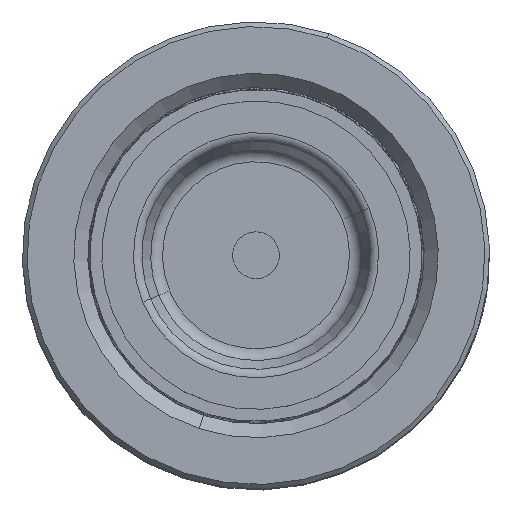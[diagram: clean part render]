
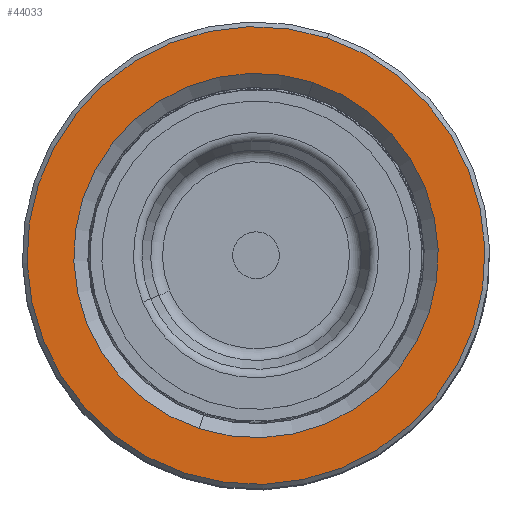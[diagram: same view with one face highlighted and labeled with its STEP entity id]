
A CAD part, top view. The second image highlights one B-rep face of the part: STEP entity #44033.
In plain terms, the highlighted planar face has unit normal (0, 0, 1).
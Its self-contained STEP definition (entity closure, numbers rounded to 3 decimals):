
#168 = AXIS2_PLACEMENT_3D ( 'NONE', #31907, #48619, #48796 ) ;
#243 = CARTESIAN_POINT ( 'NONE',  ( 0., 0., 60. ) ) ;
#1133 = VERTEX_POINT ( 'NONE', #7428 ) ;
#1606 = ORIENTED_EDGE ( 'NONE', *, *, #10387, .T. ) ;
#1740 = CIRCLE ( 'NONE', #168, 24.5 ) ;
#4445 = EDGE_CURVE ( 'NONE', #26902, #1133, #1740, .T. ) ;
#4511 = VERTEX_POINT ( 'NONE', #35761 ) ;
#5869 = FACE_OUTER_BOUND ( 'NONE', #32531, .T. ) ;
#7428 = CARTESIAN_POINT ( 'NONE',  ( -24.5, 0., 60. ) ) ;
#9044 = AXIS2_PLACEMENT_3D ( 'NONE', #51549, #9990, #10167 ) ;
#9990 = DIRECTION ( 'NONE',  ( 0., 0., -1. ) ) ;
#10167 = DIRECTION ( 'NONE',  ( 1., 0., 0. ) ) ;
#10387 = EDGE_CURVE ( 'NONE', #4511, #22699, #23551, .T. ) ;
#10741 = AXIS2_PLACEMENT_3D ( 'NONE', #47282, #35318, #14462 ) ;
#11088 = CARTESIAN_POINT ( 'NONE',  ( 24.5, 0., 60. ) ) ;
#12613 = DIRECTION ( 'NONE',  ( 1., 0., 0. ) ) ;
#12716 = AXIS2_PLACEMENT_3D ( 'NONE', #17672, #21478, #29950 ) ;
#14462 = DIRECTION ( 'NONE',  ( 1., 0., 0. ) ) ;
#14546 = ORIENTED_EDGE ( 'NONE', *, *, #20394, .T. ) ;
#16476 = EDGE_CURVE ( 'NONE', #1133, #26902, #50445, .T. ) ;
#17672 = CARTESIAN_POINT ( 'NONE',  ( 0., 0., 60. ) ) ;
#19189 = ORIENTED_EDGE ( 'NONE', *, *, #4445, .T. ) ;
#20394 = EDGE_CURVE ( 'NONE', #22699, #4511, #46992, .T. ) ;
#21305 = PLANE ( 'NONE',  #33135 ) ;
#21478 = DIRECTION ( 'NONE',  ( 0., 0., -1. ) ) ;
#22699 = VERTEX_POINT ( 'NONE', #46424 ) ;
#23551 = CIRCLE ( 'NONE', #12716, 19.5 ) ;
#25392 = FACE_BOUND ( 'NONE', #31234, .T. ) ;
#26902 = VERTEX_POINT ( 'NONE', #11088 ) ;
#29950 = DIRECTION ( 'NONE',  ( 1., 0., 0. ) ) ;
#31234 = EDGE_LOOP ( 'NONE', ( #14546, #1606 ) ) ;
#31907 = CARTESIAN_POINT ( 'NONE',  ( 0., 0., 60. ) ) ;
#32531 = EDGE_LOOP ( 'NONE', ( #39097, #19189 ) ) ;
#33135 = AXIS2_PLACEMENT_3D ( 'NONE', #243, #50880, #12613 ) ;
#35318 = DIRECTION ( 'NONE',  ( 0., 0., 1. ) ) ;
#35761 = CARTESIAN_POINT ( 'NONE',  ( -19.5, 0., 60. ) ) ;
#39097 = ORIENTED_EDGE ( 'NONE', *, *, #16476, .T. ) ;
#44033 = ADVANCED_FACE ( 'NONE', ( #5869, #25392 ), #21305, .T. ) ;
#46424 = CARTESIAN_POINT ( 'NONE',  ( 19.5, 0., 60. ) ) ;
#46992 = CIRCLE ( 'NONE', #9044, 19.5 ) ;
#47282 = CARTESIAN_POINT ( 'NONE',  ( 0., 0., 60. ) ) ;
#48619 = DIRECTION ( 'NONE',  ( 0., 0., 1. ) ) ;
#48796 = DIRECTION ( 'NONE',  ( 1., 0., 0. ) ) ;
#50445 = CIRCLE ( 'NONE', #10741, 24.5 ) ;
#50880 = DIRECTION ( 'NONE',  ( 0., 0., 1. ) ) ;
#51549 = CARTESIAN_POINT ( 'NONE',  ( 0., 0., 60. ) ) ;
